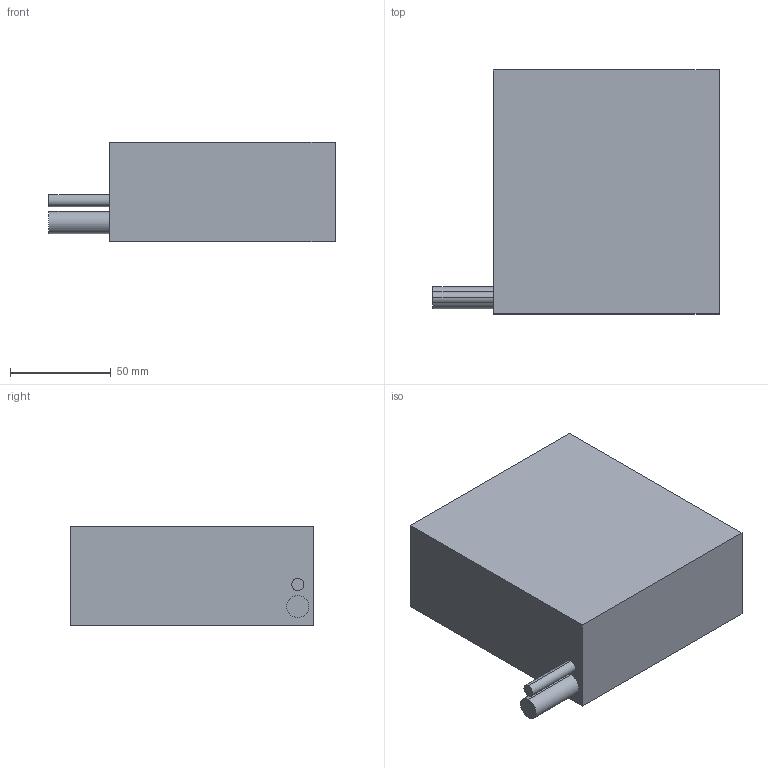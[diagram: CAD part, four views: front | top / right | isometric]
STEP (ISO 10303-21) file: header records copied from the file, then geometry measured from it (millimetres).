
FILE_DESCRIPTION (( 'STEP AP203' ), '1' );
FILE_NAME ('ZW8-H100-1.step', '2022-05-31T03:18:31', ( '' ), ( '' ), 'SwSTEP 2.0', 'SolidWorks 2020', '' );
FILE_SCHEMA (( 'CONFIG_CONTROL_DESIGN' ));
Length unit declared in the file: millimetre
Products named in the file (1): ZW8-H100-1
Bounding box: 142 x 121 x 49.3 mm (x, y, z)
Volume: 671074.6 mm3; surface area: 52353.9 mm2
Topology: 1 solids, 1 shells, 48 faces, 114 edges, 61 vertices
Faces by surface type: cylinder 22, cone 18, plane 8
Entity records: 1329 total; most frequent: DIRECTION 238, CARTESIAN_POINT 206, ORIENTED_EDGE 192, EDGE_CURVE 96, AXIS2_PLACEMENT_3D 93, VERTEX_POINT 61, EDGE_LOOP 59, LINE 52
